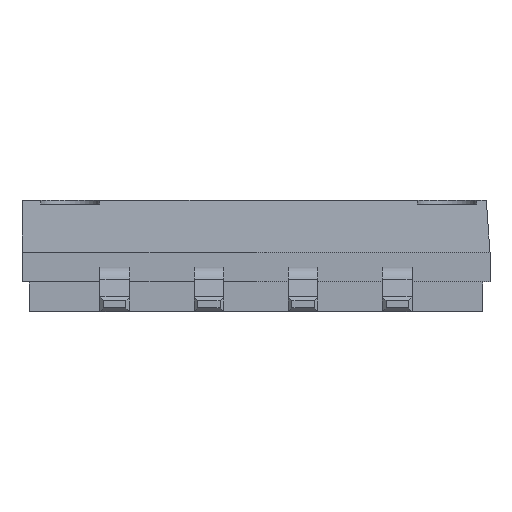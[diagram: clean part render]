
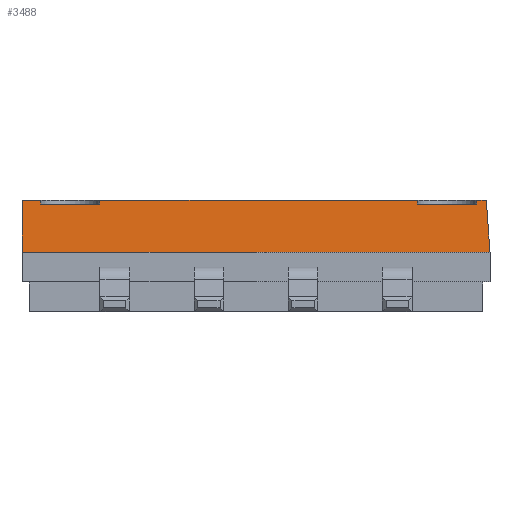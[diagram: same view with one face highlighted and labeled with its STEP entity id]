
A CAD part, front view. The second image highlights one B-rep face of the part: STEP entity #3488.
In plain terms, the highlighted planar face has unit normal (0, -0.998, 0.071).
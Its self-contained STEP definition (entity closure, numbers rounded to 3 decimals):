
#180 = LINE ( 'NONE', #2255, #5520 ) ;
#216 = DIRECTION ( 'NONE',  ( -1., 0., 0. ) ) ;
#356 = CARTESIAN_POINT ( 'NONE',  ( -3.15, -2.2, 1.5 ) ) ;
#476 = VECTOR ( 'NONE', #3587, 1000. ) ;
#618 = CARTESIAN_POINT ( 'NONE',  ( 1.578, -2.2, 1.5 ) ) ;
#643 = ORIENTED_EDGE ( 'NONE', *, *, #6388, .T. ) ;
#670 = CARTESIAN_POINT ( 'NONE',  ( -3.15, -2.2, 1.5 ) ) ;
#862 = VERTEX_POINT ( 'NONE', #3310 ) ;
#988 = LINE ( 'NONE', #1556, #5513 ) ;
#1066 = LINE ( 'NONE', #4805, #2830 ) ;
#1211 = CARTESIAN_POINT ( 'NONE',  ( -2.905, -2.2, 1.5 ) ) ;
#1297 = EDGE_CURVE ( 'NONE', #5495, #862, #180, .T. ) ;
#1326 = CARTESIAN_POINT ( 'NONE',  ( 3.105, -2.2, 1.5 ) ) ;
#1515 = CARTESIAN_POINT ( 'NONE',  ( -2.905, -2.204, 1.45 ) ) ;
#1525 = CARTESIAN_POINT ( 'NONE',  ( 1.578, -2.204, 1.45 ) ) ;
#1540 = ORIENTED_EDGE ( 'NONE', *, *, #2374, .T. ) ;
#1556 = CARTESIAN_POINT ( 'NONE',  ( 2.175, -2.225, 1.15 ) ) ;
#1557 = DIRECTION ( 'NONE',  ( 0., 0.071, 0.997 ) ) ;
#1671 = EDGE_CURVE ( 'NONE', #6825, #6506, #6308, .T. ) ;
#1802 = DIRECTION ( 'NONE',  ( -1., 0., 0. ) ) ;
#1943 = CARTESIAN_POINT ( 'NONE',  ( 2.975, -2.2, 1.5 ) ) ;
#1953 = LINE ( 'NONE', #618, #6689 ) ;
#1974 = LINE ( 'NONE', #4189, #476 ) ;
#2009 = DIRECTION ( 'NONE',  ( -0.007, -0.071, -0.997 ) ) ;
#2080 = EDGE_CURVE ( 'NONE', #7181, #5495, #5440, .T. ) ;
#2157 = VECTOR ( 'NONE', #1557, 1000. ) ;
#2246 = EDGE_CURVE ( 'NONE', #3521, #5590, #5620, .T. ) ;
#2255 = CARTESIAN_POINT ( 'NONE',  ( 3.155, -2.25, 0.8 ) ) ;
#2283 = VECTOR ( 'NONE', #3238, 1000. ) ;
#2374 = EDGE_CURVE ( 'NONE', #7181, #3521, #1953, .T. ) ;
#2444 = VERTEX_POINT ( 'NONE', #4525 ) ;
#2524 = VERTEX_POINT ( 'NONE', #670 ) ;
#2563 = ORIENTED_EDGE ( 'NONE', *, *, #4070, .T. ) ;
#2830 = VECTOR ( 'NONE', #5333, 1000. ) ;
#2863 = EDGE_CURVE ( 'NONE', #2444, #5471, #988, .T. ) ;
#2916 = CARTESIAN_POINT ( 'NONE',  ( 2.975, -2.204, 1.45 ) ) ;
#2929 = VECTOR ( 'NONE', #4939, 1000. ) ;
#3121 = AXIS2_PLACEMENT_3D ( 'NONE', #5376, #5892, #5351 ) ;
#3133 = DIRECTION ( 'NONE',  ( 0.071, -0.071, -0.995 ) ) ;
#3144 = ORIENTED_EDGE ( 'NONE', *, *, #1671, .T. ) ;
#3177 = EDGE_CURVE ( 'NONE', #2524, #862, #6084, .T. ) ;
#3214 = VECTOR ( 'NONE', #6929, 1000. ) ;
#3223 = LINE ( 'NONE', #7228, #2157 ) ;
#3238 = DIRECTION ( 'NONE',  ( -1., 0., 0. ) ) ;
#3310 = CARTESIAN_POINT ( 'NONE',  ( -3.155, -2.25, 0.8 ) ) ;
#3407 = DIRECTION ( 'NONE',  ( -1., 0., 0. ) ) ;
#3424 = CARTESIAN_POINT ( 'NONE',  ( 2.175, -2.2, 1.5 ) ) ;
#3488 = ADVANCED_FACE ( 'NONE', ( #4481 ), #5094, .T. ) ;
#3521 = VERTEX_POINT ( 'NONE', #1943 ) ;
#3587 = DIRECTION ( 'NONE',  ( -1., 0., 0. ) ) ;
#3888 = CARTESIAN_POINT ( 'NONE',  ( 3.155, -2.25, 0.8 ) ) ;
#3914 = VECTOR ( 'NONE', #3133, 1000. ) ;
#4051 = ORIENTED_EDGE ( 'NONE', *, *, #5765, .T. ) ;
#4070 = EDGE_CURVE ( 'NONE', #5471, #6245, #6443, .T. ) ;
#4131 = VERTEX_POINT ( 'NONE', #1211 ) ;
#4189 = CARTESIAN_POINT ( 'NONE',  ( 1.578, -2.204, 1.45 ) ) ;
#4400 = ORIENTED_EDGE ( 'NONE', *, *, #2246, .T. ) ;
#4434 = EDGE_LOOP ( 'NONE', ( #643, #3144, #7184, #6107, #4515, #5469, #6669, #1540, #4400, #4051, #5466, #2563 ) ) ;
#4481 = FACE_OUTER_BOUND ( 'NONE', #4434, .T. ) ;
#4515 = ORIENTED_EDGE ( 'NONE', *, *, #3177, .T. ) ;
#4525 = CARTESIAN_POINT ( 'NONE',  ( 2.175, -2.204, 1.45 ) ) ;
#4553 = EDGE_CURVE ( 'NONE', #4131, #2524, #5856, .T. ) ;
#4805 = CARTESIAN_POINT ( 'NONE',  ( -2.105, -2.225, 1.15 ) ) ;
#4939 = DIRECTION ( 'NONE',  ( 0., -0.071, -0.997 ) ) ;
#4964 = CARTESIAN_POINT ( 'NONE',  ( 3.105, -2.2, 1.5 ) ) ;
#5094 = PLANE ( 'NONE',  #3121 ) ;
#5171 = CARTESIAN_POINT ( 'NONE',  ( 1.578, -2.2, 1.5 ) ) ;
#5333 = DIRECTION ( 'NONE',  ( 0., -0.071, -0.997 ) ) ;
#5351 = DIRECTION ( 'NONE',  ( 0., -0.071, -0.997 ) ) ;
#5376 = CARTESIAN_POINT ( 'NONE',  ( 1.578, -2.225, 1.15 ) ) ;
#5409 = EDGE_CURVE ( 'NONE', #6506, #4131, #3223, .T. ) ;
#5440 = LINE ( 'NONE', #1326, #3914 ) ;
#5466 = ORIENTED_EDGE ( 'NONE', *, *, #2863, .T. ) ;
#5469 = ORIENTED_EDGE ( 'NONE', *, *, #1297, .F. ) ;
#5471 = VERTEX_POINT ( 'NONE', #3424 ) ;
#5495 = VERTEX_POINT ( 'NONE', #3888 ) ;
#5513 = VECTOR ( 'NONE', #7324, 1000. ) ;
#5520 = VECTOR ( 'NONE', #1802, 1000. ) ;
#5590 = VERTEX_POINT ( 'NONE', #2916 ) ;
#5620 = LINE ( 'NONE', #7307, #2929 ) ;
#5725 = CARTESIAN_POINT ( 'NONE',  ( -2.105, -2.204, 1.45 ) ) ;
#5765 = EDGE_CURVE ( 'NONE', #5590, #2444, #1974, .T. ) ;
#5825 = CARTESIAN_POINT ( 'NONE',  ( -2.105, -2.2, 1.5 ) ) ;
#5856 = LINE ( 'NONE', #5946, #6643 ) ;
#5892 = DIRECTION ( 'NONE',  ( 0., -0.997, 0.071 ) ) ;
#5946 = CARTESIAN_POINT ( 'NONE',  ( 1.578, -2.2, 1.5 ) ) ;
#6084 = LINE ( 'NONE', #356, #6608 ) ;
#6107 = ORIENTED_EDGE ( 'NONE', *, *, #4553, .T. ) ;
#6245 = VERTEX_POINT ( 'NONE', #5825 ) ;
#6308 = LINE ( 'NONE', #1525, #2283 ) ;
#6388 = EDGE_CURVE ( 'NONE', #6245, #6825, #1066, .T. ) ;
#6443 = LINE ( 'NONE', #5171, #3214 ) ;
#6506 = VERTEX_POINT ( 'NONE', #1515 ) ;
#6608 = VECTOR ( 'NONE', #2009, 1000. ) ;
#6643 = VECTOR ( 'NONE', #216, 1000. ) ;
#6669 = ORIENTED_EDGE ( 'NONE', *, *, #2080, .F. ) ;
#6689 = VECTOR ( 'NONE', #3407, 1000. ) ;
#6825 = VERTEX_POINT ( 'NONE', #5725 ) ;
#6929 = DIRECTION ( 'NONE',  ( -1., 0., 0. ) ) ;
#7181 = VERTEX_POINT ( 'NONE', #4964 ) ;
#7184 = ORIENTED_EDGE ( 'NONE', *, *, #5409, .T. ) ;
#7228 = CARTESIAN_POINT ( 'NONE',  ( -2.905, -2.225, 1.15 ) ) ;
#7307 = CARTESIAN_POINT ( 'NONE',  ( 2.975, -2.225, 1.15 ) ) ;
#7324 = DIRECTION ( 'NONE',  ( 0., 0.071, 0.997 ) ) ;
